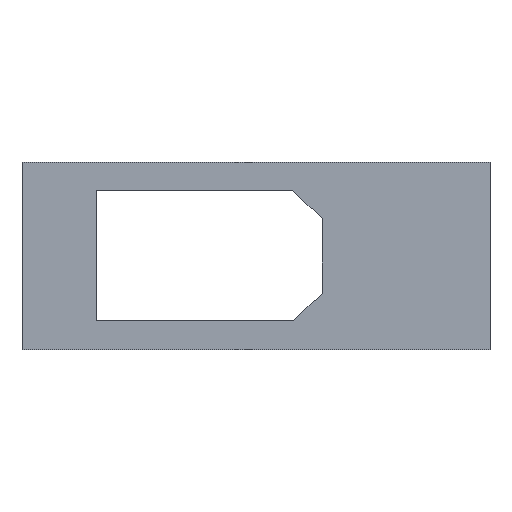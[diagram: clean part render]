
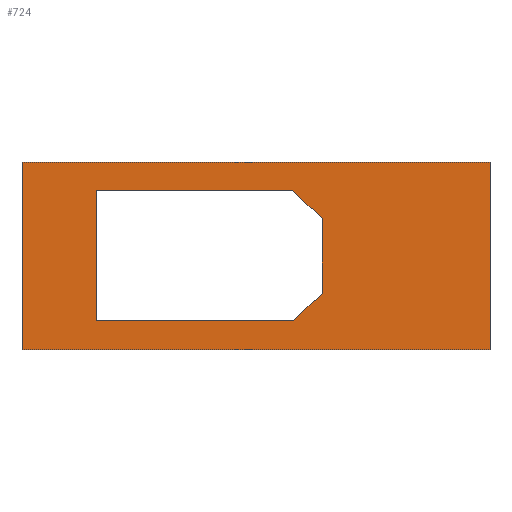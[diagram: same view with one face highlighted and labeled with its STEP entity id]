
A CAD part, top view. The second image highlights one B-rep face of the part: STEP entity #724.
In plain terms, the highlighted planar face has unit normal (0, 0, 1).
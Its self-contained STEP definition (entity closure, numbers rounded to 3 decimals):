
#36=FACE_BOUND('',#118,.T.);
#72=FACE_OUTER_BOUND('',#117,.T.);
#117=EDGE_LOOP('',(#647,#648,#649,#650));
#118=EDGE_LOOP('',(#651,#652,#653,#654,#655,#656));
#190=LINE('',#1125,#280);
#192=LINE('',#1129,#282);
#194=LINE('',#1133,#284);
#196=LINE('',#1137,#286);
#198=LINE('',#1141,#288);
#200=LINE('',#1144,#290);
#202=LINE('',#1149,#292);
#204=LINE('',#1153,#294);
#206=LINE('',#1157,#296);
#208=LINE('',#1160,#298);
#280=VECTOR('',#924,10.);
#282=VECTOR('',#928,10.);
#284=VECTOR('',#932,10.);
#286=VECTOR('',#936,10.);
#288=VECTOR('',#940,10.);
#290=VECTOR('',#944,10.);
#292=VECTOR('',#948,10.);
#294=VECTOR('',#952,10.);
#296=VECTOR('',#956,10.);
#298=VECTOR('',#960,10.);
#353=VERTEX_POINT('',#1122);
#354=VERTEX_POINT('',#1124);
#355=VERTEX_POINT('',#1128);
#356=VERTEX_POINT('',#1132);
#357=VERTEX_POINT('',#1136);
#358=VERTEX_POINT('',#1140);
#359=VERTEX_POINT('',#1146);
#360=VERTEX_POINT('',#1148);
#361=VERTEX_POINT('',#1152);
#362=VERTEX_POINT('',#1156);
#442=EDGE_CURVE('',#354,#353,#190,.T.);
#444=EDGE_CURVE('',#355,#354,#192,.T.);
#446=EDGE_CURVE('',#356,#355,#194,.T.);
#448=EDGE_CURVE('',#357,#356,#196,.T.);
#450=EDGE_CURVE('',#358,#357,#198,.T.);
#452=EDGE_CURVE('',#353,#358,#200,.T.);
#454=EDGE_CURVE('',#360,#359,#202,.T.);
#456=EDGE_CURVE('',#361,#360,#204,.T.);
#458=EDGE_CURVE('',#362,#361,#206,.T.);
#460=EDGE_CURVE('',#359,#362,#208,.T.);
#647=ORIENTED_EDGE('',*,*,#460,.T.);
#648=ORIENTED_EDGE('',*,*,#458,.T.);
#649=ORIENTED_EDGE('',*,*,#456,.T.);
#650=ORIENTED_EDGE('',*,*,#454,.T.);
#651=ORIENTED_EDGE('',*,*,#452,.T.);
#652=ORIENTED_EDGE('',*,*,#450,.T.);
#653=ORIENTED_EDGE('',*,*,#448,.T.);
#654=ORIENTED_EDGE('',*,*,#446,.T.);
#655=ORIENTED_EDGE('',*,*,#444,.T.);
#656=ORIENTED_EDGE('',*,*,#442,.T.);
#688=PLANE('',#782);
#724=ADVANCED_FACE('',(#72,#36),#688,.T.);
#782=AXIS2_PLACEMENT_3D('',#1161,#961,#962);
#924=DIRECTION('',(-0.73,-0.684,0.));
#928=DIRECTION('',(0.,-1.,0.));
#932=DIRECTION('',(0.73,-0.684,0.));
#936=DIRECTION('',(1.,0.,0.));
#940=DIRECTION('',(0.,1.,0.));
#944=DIRECTION('',(-1.,0.,0.));
#948=DIRECTION('',(-1.,0.,0.));
#952=DIRECTION('',(0.,1.,0.));
#956=DIRECTION('',(1.,0.,0.));
#960=DIRECTION('',(0.,-1.,0.));
#961=DIRECTION('center_axis',(0.,0.,1.));
#962=DIRECTION('ref_axis',(1.,0.,0.));
#1122=CARTESIAN_POINT('',(17.85,-13.9,3.));
#1124=CARTESIAN_POINT('',(24.15,-8.,3.));
#1125=CARTESIAN_POINT('',(24.15,-8.,3.));
#1128=CARTESIAN_POINT('',(24.15,8.,3.));
#1129=CARTESIAN_POINT('',(24.15,13.9,3.));
#1132=CARTESIAN_POINT('',(17.85,13.9,3.));
#1133=CARTESIAN_POINT('',(17.85,13.9,3.));
#1136=CARTESIAN_POINT('',(-24.15,13.9,3.));
#1137=CARTESIAN_POINT('',(-24.15,13.9,3.));
#1140=CARTESIAN_POINT('',(-24.15,-13.9,3.));
#1141=CARTESIAN_POINT('',(-24.15,-13.9,3.));
#1144=CARTESIAN_POINT('',(24.15,-13.9,3.));
#1146=CARTESIAN_POINT('',(-40.,20.,3.));
#1148=CARTESIAN_POINT('',(60.,20.,3.));
#1149=CARTESIAN_POINT('',(60.,20.,3.));
#1152=CARTESIAN_POINT('',(60.,-20.,3.));
#1153=CARTESIAN_POINT('',(60.,-17.,3.));
#1156=CARTESIAN_POINT('',(-40.,-20.,3.));
#1157=CARTESIAN_POINT('',(-40.,-20.,3.));
#1160=CARTESIAN_POINT('',(-40.,17.,3.));
#1161=CARTESIAN_POINT('Origin',(10.,0.,3.));
